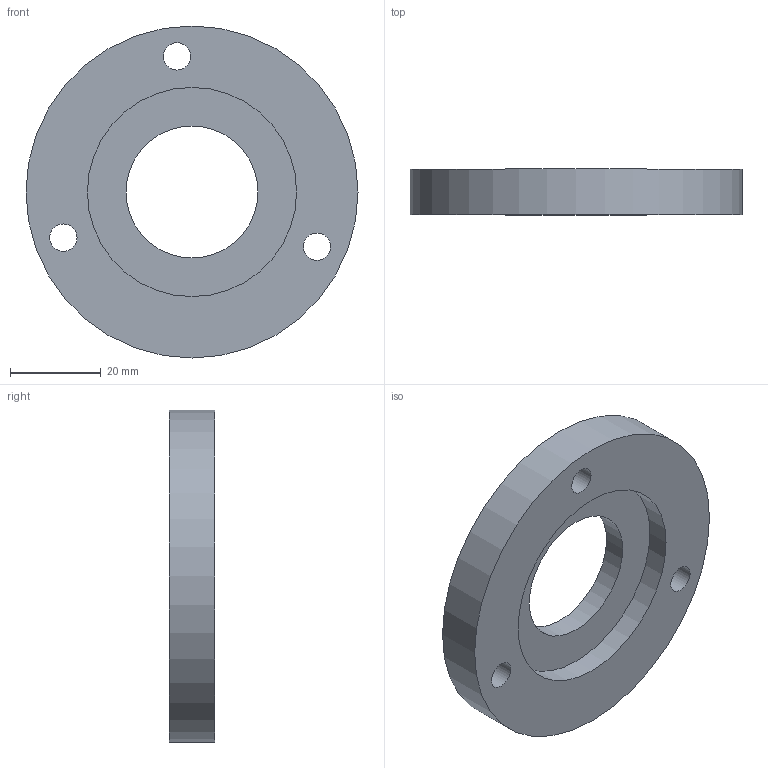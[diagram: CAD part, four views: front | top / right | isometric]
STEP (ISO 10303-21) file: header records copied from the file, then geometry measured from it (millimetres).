
FILE_DESCRIPTION(('HOOPS Exchange Step'),'2;1');
FILE_NAME('temp_export','2023-10-29T18:52:23+01:00',('mobile'),('Shapr3D Limited'),'HOOPS Exchange 2023.2','Shapr3D','Authorized');
FILE_SCHEMA( ('AUTOMOTIVE_DESIGN { 1 0 10303 214 1 1 1 1 }') );
Length unit declared in the file: millimetre
Products named in the file (1): root
Bounding box: 73 x 10 x 73 mm (x, y, z)
Volume: 29393.5 mm3; surface area: 12362.2 mm2
Topology: 2 solids, 2 shells, 11 faces, 35 edges, 28 vertices
Faces by surface type: cylinder 7, plane 4
Full cylindrical faces by diameter (mm): 6 x3, 29 x1, 46 x2, 73 x1
Entity records: 472 total; most frequent: DIRECTION 87, CARTESIAN_POINT 75, ORIENTED_EDGE 70, AXIS2_PLACEMENT_3D 40, EDGE_CURVE 35, VERTEX_POINT 28, CIRCLE 28, EDGE_LOOP 21
